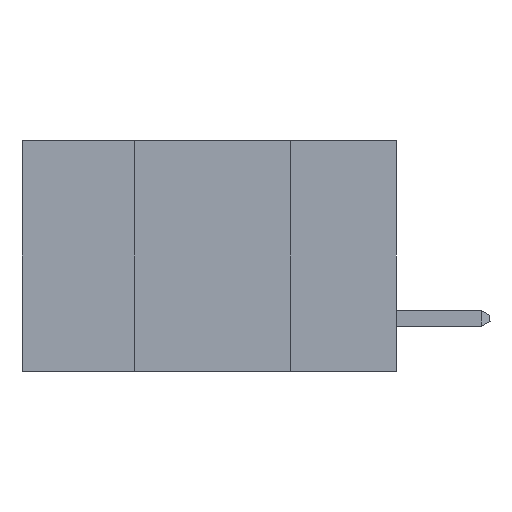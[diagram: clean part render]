
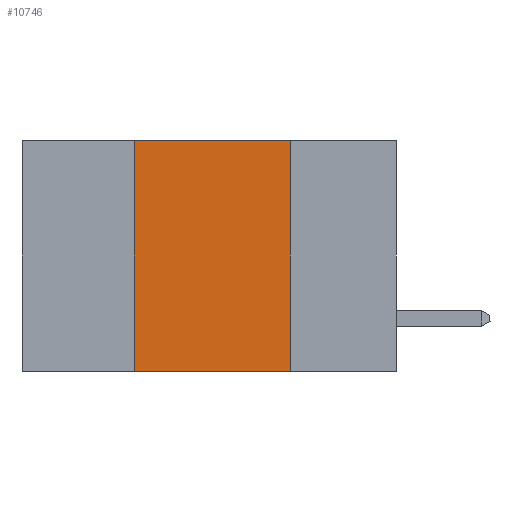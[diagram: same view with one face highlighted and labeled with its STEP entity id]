
A CAD part, left-side view. The second image highlights one B-rep face of the part: STEP entity #10746.
In plain terms, the highlighted planar face has unit normal (-1, 0, 0).
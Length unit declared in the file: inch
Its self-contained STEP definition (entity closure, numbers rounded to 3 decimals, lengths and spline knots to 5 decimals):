
#153 = ORIENTED_EDGE ( 'NONE', *, *, #11247, .F. ) ;
#225 = EDGE_CURVE ( 'NONE', #1388, #19658, #11348, .T. ) ;
#397 = VECTOR ( 'NONE', #12473, 39.37008 ) ;
#544 = CARTESIAN_POINT ( 'NONE',  ( 0., 0.6, 0. ) ) ;
#1350 = ORIENTED_EDGE ( 'NONE', *, *, #225, .F. ) ;
#1388 = VERTEX_POINT ( 'NONE', #21860 ) ;
#2024 = LINE ( 'NONE', #16305, #14865 ) ;
#2358 = CARTESIAN_POINT ( 'NONE',  ( 0., 0.6, 0. ) ) ;
#3641 = CARTESIAN_POINT ( 'NONE',  ( 0., 0.6, -0.37 ) ) ;
#3834 = VERTEX_POINT ( 'NONE', #17086 ) ;
#5664 = CARTESIAN_POINT ( 'NONE',  ( 0., 0.17, 0. ) ) ;
#6059 = DIRECTION ( 'NONE',  ( 0., 0., 1. ) ) ;
#7065 = DIRECTION ( 'NONE',  ( 0., -1., 0. ) ) ;
#8442 = ORIENTED_EDGE ( 'NONE', *, *, #16371, .T. ) ;
#8483 = CARTESIAN_POINT ( 'NONE',  ( 0., 0.42, 0. ) ) ;
#8813 = DIRECTION ( 'NONE',  ( 0., 0., -1. ) ) ;
#9227 = EDGE_CURVE ( 'NONE', #3834, #11062, #2024, .T. ) ;
#9434 = PLANE ( 'NONE',  #22127 ) ;
#10411 = VECTOR ( 'NONE', #7065, 39.37008 ) ;
#10746 = ADVANCED_FACE ( 'NONE', ( #10824 ), #9434, .F. ) ;
#10824 = FACE_OUTER_BOUND ( 'NONE', #12905, .T. ) ;
#11062 = VERTEX_POINT ( 'NONE', #8483 ) ;
#11247 = EDGE_CURVE ( 'NONE', #11062, #1388, #13737, .T. ) ;
#11348 = LINE ( 'NONE', #5664, #20979 ) ;
#12473 = DIRECTION ( 'NONE',  ( 0., -1., 0. ) ) ;
#12786 = ORIENTED_EDGE ( 'NONE', *, *, #9227, .F. ) ;
#12905 = EDGE_LOOP ( 'NONE', ( #1350, #153, #12786, #8442 ) ) ;
#13737 = LINE ( 'NONE', #544, #397 ) ;
#14167 = LINE ( 'NONE', #3641, #10411 ) ;
#14865 = VECTOR ( 'NONE', #6059, 39.37008 ) ;
#15960 = CARTESIAN_POINT ( 'NONE',  ( 0., 0.17, -0.37 ) ) ;
#16305 = CARTESIAN_POINT ( 'NONE',  ( 0., 0.42, 0. ) ) ;
#16371 = EDGE_CURVE ( 'NONE', #3834, #19658, #14167, .T. ) ;
#17086 = CARTESIAN_POINT ( 'NONE',  ( 0., 0.42, -0.37 ) ) ;
#17843 = DIRECTION ( 'NONE',  ( 0., 0., -1. ) ) ;
#19431 = DIRECTION ( 'NONE',  ( 1., 0., 0. ) ) ;
#19658 = VERTEX_POINT ( 'NONE', #15960 ) ;
#20979 = VECTOR ( 'NONE', #8813, 39.37008 ) ;
#21860 = CARTESIAN_POINT ( 'NONE',  ( 0., 0.17, 0. ) ) ;
#22127 = AXIS2_PLACEMENT_3D ( 'NONE', #2358, #19431, #17843 ) ;
